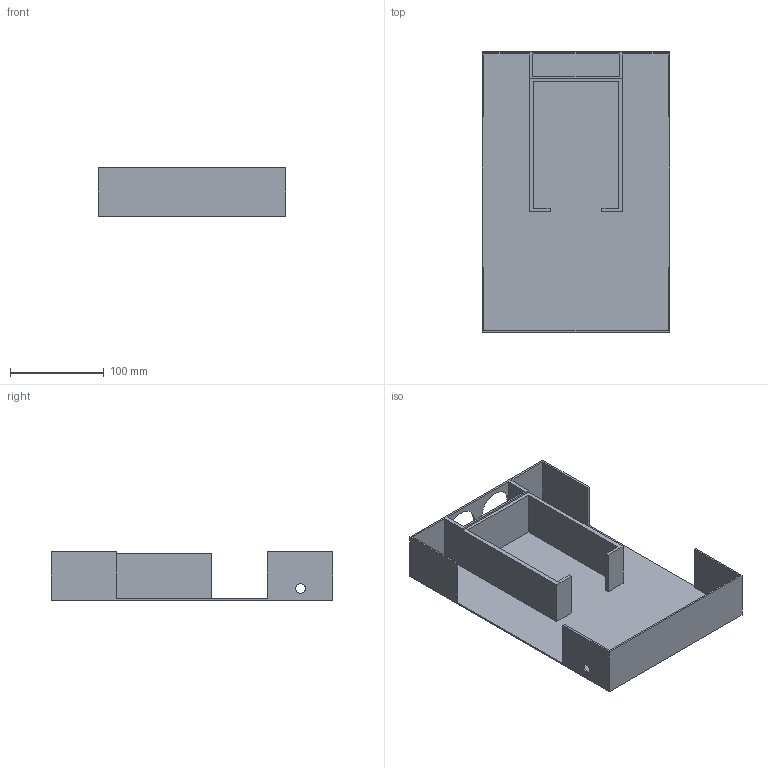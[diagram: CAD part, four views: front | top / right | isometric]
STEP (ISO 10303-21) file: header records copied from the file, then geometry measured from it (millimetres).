
FILE_DESCRIPTION (( 'STEP AP203' ), '1' );
FILE_NAME ('Part2.STEP', '2022-04-26T20:46:13', ( '' ), ( '' ), 'SwSTEP 2.0', 'SolidWorks 2021', '' );
FILE_SCHEMA (( 'CONFIG_CONTROL_DESIGN' ));
Length unit declared in the file: millimetre
Products named in the file (1): Part2
Bounding box: 200 x 300 x 52 mm (x, y, z)
Volume: 285518.9 mm3; surface area: 229661.7 mm2
Topology: 1 solids, 1 shells, 51 faces, 144 edges, 96 vertices
Faces by surface type: plane 40, cylinder 11
Entity records: 1737 total; most frequent: CARTESIAN_POINT 292, ORIENTED_EDGE 288, DIRECTION 274, EDGE_CURVE 144, LINE 118, VECTOR 118, VERTEX_POINT 96, AXIS2_PLACEMENT_3D 78
